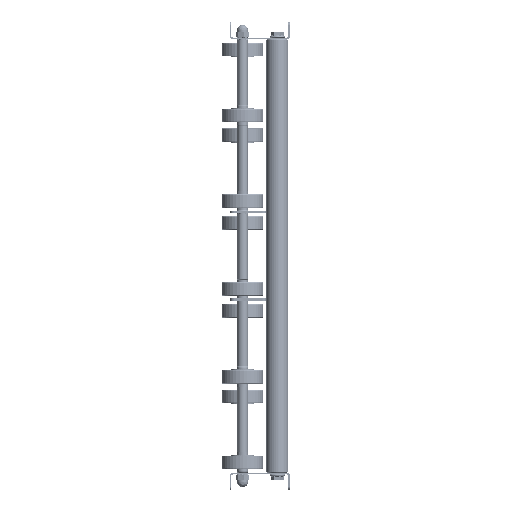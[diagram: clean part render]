
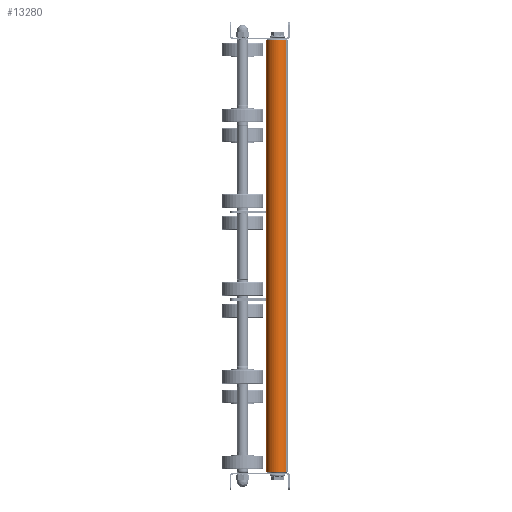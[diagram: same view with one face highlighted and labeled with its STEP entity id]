
A CAD part, left-side view. The second image highlights one B-rep face of the part: STEP entity #13280.
In plain terms, the highlighted cylindrical face has radius 12.5 mm (diameter 25 mm), a partial arc.
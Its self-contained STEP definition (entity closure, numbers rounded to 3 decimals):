
#2363 = DIRECTION ( 'NONE',  ( 1., 0., 0. ) ) ;
#2537 = CARTESIAN_POINT ( 'NONE',  ( 1., 0., 0. ) ) ;
#2574 = DIRECTION ( 'NONE',  ( 0., 0., 1. ) ) ;
#2714 = DIRECTION ( 'NONE',  ( 0., 0., -1. ) ) ;
#3404 = CARTESIAN_POINT ( 'NONE',  ( 499., 0., 12.5 ) ) ;
#4575 = EDGE_CURVE ( 'NONE', #18564, #25077, #16029, .T. ) ;
#5508 = DIRECTION ( 'NONE',  ( -1., 0., 0. ) ) ;
#5916 = ORIENTED_EDGE ( 'NONE', *, *, #30527, .F. ) ;
#5928 = CIRCLE ( 'NONE', #12959, 12.5 ) ;
#8348 = CARTESIAN_POINT ( 'NONE',  ( 500., 0., 12.5 ) ) ;
#9017 = VERTEX_POINT ( 'NONE', #34137 ) ;
#9263 = CARTESIAN_POINT ( 'NONE',  ( 500., 0., -12.5 ) ) ;
#11463 = LINE ( 'NONE', #9263, #13493 ) ;
#11527 = CARTESIAN_POINT ( 'NONE',  ( 500., 0., 0. ) ) ;
#11624 = CARTESIAN_POINT ( 'NONE',  ( 499., 0., 0. ) ) ;
#12959 = AXIS2_PLACEMENT_3D ( 'NONE', #11624, #16749, #22287 ) ;
#13222 = ORIENTED_EDGE ( 'NONE', *, *, #34532, .T. ) ;
#13280 = ADVANCED_FACE ( 'NONE', ( #19411 ), #22526, .T. ) ;
#13371 = CARTESIAN_POINT ( 'NONE',  ( 1., 0., 12.5 ) ) ;
#13493 = VECTOR ( 'NONE', #28704, 1000. ) ;
#15525 = ORIENTED_EDGE ( 'NONE', *, *, #17209, .T. ) ;
#16029 = LINE ( 'NONE', #8348, #26417 ) ;
#16749 = DIRECTION ( 'NONE',  ( -1., 0., 0. ) ) ;
#16848 = ORIENTED_EDGE ( 'NONE', *, *, #4575, .T. ) ;
#17209 = EDGE_CURVE ( 'NONE', #30005, #18564, #5928, .T. ) ;
#18564 = VERTEX_POINT ( 'NONE', #3404 ) ;
#19411 = FACE_OUTER_BOUND ( 'NONE', #22730, .T. ) ;
#22287 = DIRECTION ( 'NONE',  ( 0., 0., -1. ) ) ;
#22514 = AXIS2_PLACEMENT_3D ( 'NONE', #2537, #2363, #2714 ) ;
#22526 = CYLINDRICAL_SURFACE ( 'NONE', #31909, 12.5 ) ;
#22730 = EDGE_LOOP ( 'NONE', ( #5916, #15525, #16848, #13222 ) ) ;
#25077 = VERTEX_POINT ( 'NONE', #13371 ) ;
#25605 = DIRECTION ( 'NONE',  ( -1., 0., 0. ) ) ;
#26417 = VECTOR ( 'NONE', #25605, 1000. ) ;
#28704 = DIRECTION ( 'NONE',  ( -1., 0., 0. ) ) ;
#28961 = CIRCLE ( 'NONE', #22514, 12.5 ) ;
#30005 = VERTEX_POINT ( 'NONE', #35592 ) ;
#30527 = EDGE_CURVE ( 'NONE', #30005, #9017, #11463, .T. ) ;
#31909 = AXIS2_PLACEMENT_3D ( 'NONE', #11527, #5508, #2574 ) ;
#34137 = CARTESIAN_POINT ( 'NONE',  ( 1., 0., -12.5 ) ) ;
#34532 = EDGE_CURVE ( 'NONE', #25077, #9017, #28961, .T. ) ;
#35592 = CARTESIAN_POINT ( 'NONE',  ( 499., 0., -12.5 ) ) ;
